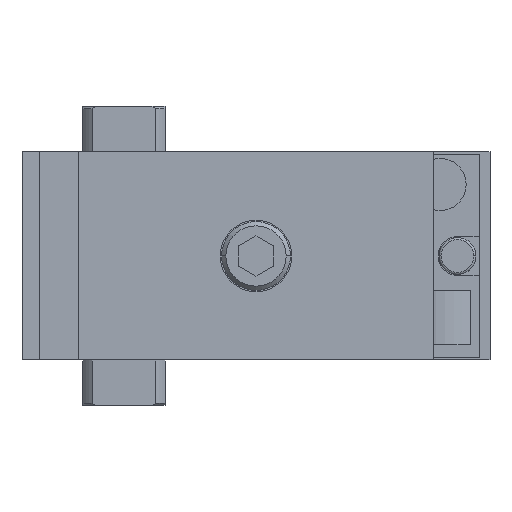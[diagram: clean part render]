
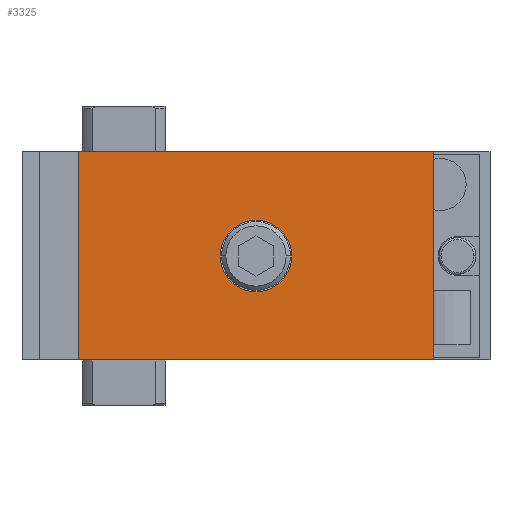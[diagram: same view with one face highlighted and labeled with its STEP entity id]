
A CAD part, left-side view. The second image highlights one B-rep face of the part: STEP entity #3325.
In plain terms, the highlighted planar face has unit normal (-1, 0, 0).
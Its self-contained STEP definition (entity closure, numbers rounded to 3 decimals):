
#3299=AXIS2_PLACEMENT_3D('Plane Axis2P3D',#3296,#3297,#3298) ;
#3309=AXIS2_PLACEMENT_3D('Circle Axis2P3D',#3307,#3308,$) ;
#3318=AXIS2_PLACEMENT_3D('Circle Axis2P3D',#3316,#3317,$) ;
#2476=CARTESIAN_POINT('Vertex',(-228.,-71.5,24.)) ;
#2483=CARTESIAN_POINT('Vertex',(-228.,10.5,24.)) ;
#2486=CARTESIAN_POINT('Line Origine',(-228.,-30.5,24.)) ;
#2507=CARTESIAN_POINT('Vertex',(-228.,10.5,-24.)) ;
#2510=CARTESIAN_POINT('Line Origine',(-228.,10.5,0.)) ;
#2567=CARTESIAN_POINT('Vertex',(-228.,-71.5,-24.)) ;
#2570=CARTESIAN_POINT('Line Origine',(-228.,-30.5,-24.)) ;
#2587=CARTESIAN_POINT('Line Origine',(-228.,-71.5,0.)) ;
#3296=CARTESIAN_POINT('Axis2P3D Location',(-228.,0.,0.)) ;
#3307=CARTESIAN_POINT('Axis2P3D Location',(-228.,-30.5,0.)) ;
#3311=CARTESIAN_POINT('Vertex',(-228.,-38.75,0.)) ;
#3313=CARTESIAN_POINT('Vertex',(-228.,-22.25,0.)) ;
#3316=CARTESIAN_POINT('Axis2P3D Location',(-228.,-30.5,0.)) ;
#2487=DIRECTION('Vector Direction',(0.,-1.,0.)) ;
#2511=DIRECTION('Vector Direction',(0.,0.,1.)) ;
#2571=DIRECTION('Vector Direction',(0.,1.,0.)) ;
#2588=DIRECTION('Vector Direction',(0.,0.,-1.)) ;
#3297=DIRECTION('Axis2P3D Direction',(-1.,0.,0.)) ;
#3298=DIRECTION('Axis2P3D XDirection',(0.,-1.,0.)) ;
#3308=DIRECTION('Axis2P3D Direction',(-1.,0.,0.)) ;
#3317=DIRECTION('Axis2P3D Direction',(-1.,0.,0.)) ;
#2488=VECTOR('Line Direction',#2487,1.) ;
#2512=VECTOR('Line Direction',#2511,1.) ;
#2572=VECTOR('Line Direction',#2571,1.) ;
#2589=VECTOR('Line Direction',#2588,1.) ;
#3302=ORIENTED_EDGE('',*,*,#2490,.T.) ;
#3303=ORIENTED_EDGE('',*,*,#2514,.T.) ;
#3304=ORIENTED_EDGE('',*,*,#2574,.T.) ;
#3305=ORIENTED_EDGE('',*,*,#2591,.T.) ;
#3322=ORIENTED_EDGE('',*,*,#3315,.F.) ;
#3323=ORIENTED_EDGE('',*,*,#3320,.F.) ;
#3324=FACE_BOUND('',#3321,.T.) ;
#3325=ADVANCED_FACE('U_50_A00_T24_2_TUENKERS',(#3306,#3324),#3300,.T.) ;
#3310=CIRCLE('generated circle',#3309,8.25) ;
#3319=CIRCLE('generated circle',#3318,8.25) ;
#2490=EDGE_CURVE('',#2477,#2484,#2489,.F.) ;
#2514=EDGE_CURVE('',#2484,#2508,#2513,.F.) ;
#2574=EDGE_CURVE('',#2508,#2568,#2573,.F.) ;
#2591=EDGE_CURVE('',#2568,#2477,#2590,.F.) ;
#3315=EDGE_CURVE('',#3312,#3314,#3310,.T.) ;
#3320=EDGE_CURVE('',#3314,#3312,#3319,.T.) ;
#3301=EDGE_LOOP('',(#3302,#3303,#3304,#3305)) ;
#3321=EDGE_LOOP('',(#3322,#3323)) ;
#3306=FACE_OUTER_BOUND('',#3301,.T.) ;
#2489=LINE('Line',#2486,#2488) ;
#2513=LINE('Line',#2510,#2512) ;
#2573=LINE('Line',#2570,#2572) ;
#2590=LINE('Line',#2587,#2589) ;
#3300=PLANE('Plane',#3299) ;
#2477=VERTEX_POINT('',#2476) ;
#2484=VERTEX_POINT('',#2483) ;
#2508=VERTEX_POINT('',#2507) ;
#2568=VERTEX_POINT('',#2567) ;
#3312=VERTEX_POINT('',#3311) ;
#3314=VERTEX_POINT('',#3313) ;
